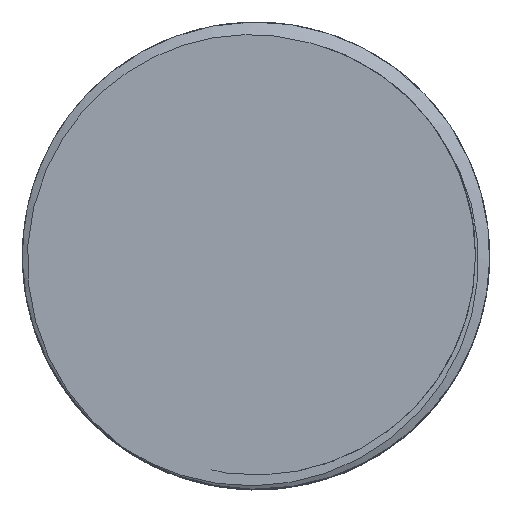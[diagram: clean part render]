
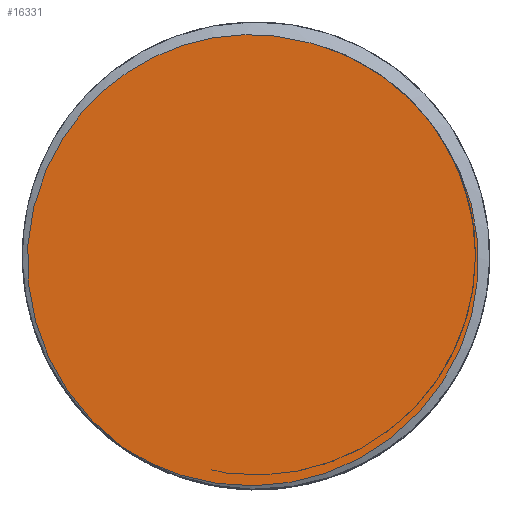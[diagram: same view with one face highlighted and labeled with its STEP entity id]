
A CAD part, top view. The second image highlights one B-rep face of the part: STEP entity #16331.
In plain terms, the highlighted free-form (B-spline) face has degree [1, 1] with [2, 2] control points.
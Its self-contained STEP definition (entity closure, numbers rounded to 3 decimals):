
#46=CARTESIAN_POINT('',(3.444,13.57,43.));
#47=VERTEX_POINT('',#46);
#55=CARTESIAN_POINT('',(11.743,7.622,43.));
#56=VERTEX_POINT('',#55);
#57=CARTESIAN_POINT('',(3.444,13.57,43.));
#58=CARTESIAN_POINT('',(8.758,12.221,43.));
#59=CARTESIAN_POINT('',(11.743,7.622,43.));
#60=(BOUNDED_CURVE()B_SPLINE_CURVE(2,(#57,#58,#59),.CIRCULAR_ARC.,.F.,.U.)B_SPLINE_CURVE_WITH_KNOTS((3,3),(0.793,0.903),.UNSPECIFIED.)CURVE()GEOMETRIC_REPRESENTATION_ITEM()RATIONAL_B_SPLINE_CURVE((0.764,0.725,0.793))REPRESENTATION_ITEM(''));
#61=EDGE_CURVE('',#47,#56,#60,.T.);
#2999=CARTESIAN_POINT('',(-8.57,-12.189,43.));
#3000=VERTEX_POINT('',#2999);
#3001=CARTESIAN_POINT('',(11.743,7.622,43.));
#3002=CARTESIAN_POINT('',(15.516,2.101,43.));
#3003=CARTESIAN_POINT('',(14.842,-5.28,43.));
#3004=CARTESIAN_POINT('',(5.631,-15.039,43.));
#3005=CARTESIAN_POINT('',(-1.768,-16.084,43.));
#3006=CARTESIAN_POINT('',(-7.878,-12.626,43.));
#3007=CARTESIAN_POINT('',(-8.343,-12.34,43.));
#3008=CARTESIAN_POINT('',(-8.57,-12.189,43.));
#3009=B_SPLINE_CURVE_WITH_KNOTS('',3,(#3001,#3002,#3003,#3004,#3005,#3006,#3007,#3008),.UNSPECIFIED.,.F.,.U.,(4,2,2,4),(0.,1.,2.018,2.059),.UNSPECIFIED.);
#3010=EDGE_CURVE('',#56,#3000,#3009,.T.);
#10333=CARTESIAN_POINT('',(-8.57,-12.189,43.));
#10334=CARTESIAN_POINT('',(-13.996,-8.172,43.));
#10335=CARTESIAN_POINT('',(-16.068,-0.981,43.));
#10336=CARTESIAN_POINT('',(-10.843,11.572,43.));
#10337=CARTESIAN_POINT('',(-4.119,15.224,43.));
#10338=CARTESIAN_POINT('',(2.82,13.731,43.));
#10339=CARTESIAN_POINT('',(3.237,13.628,43.));
#10340=CARTESIAN_POINT('',(3.444,13.57,43.));
#10341=B_SPLINE_CURVE_WITH_KNOTS('',3,(#10333,#10334,#10335,#10336,#10337,#10338,#10339,#10340),.UNSPECIFIED.,.F.,.U.,(4,2,2,4),(0.,1.,2.007,2.038),.UNSPECIFIED.);
#10342=EDGE_CURVE('',#3000,#47,#10341,.T.);
#16321=CARTESIAN_POINT('',(48.775,42.761,43.));
#16322=CARTESIAN_POINT('',(48.775,-42.761,43.));
#16323=CARTESIAN_POINT('',(-36.747,42.761,43.));
#16324=CARTESIAN_POINT('',(-36.747,-42.761,43.));
#16325=B_SPLINE_SURFACE_WITH_KNOTS('',1,1,((#16321,#16322),(#16323,#16324)),.PLANE_SURF.,.F.,.F.,.U.,(2,2),(2,2),(0.,1.),(0.,1.),.UNSPECIFIED.);
#16326=ORIENTED_EDGE('',*,*,#10342,.F.);
#16327=ORIENTED_EDGE('',*,*,#3010,.F.);
#16328=ORIENTED_EDGE('',*,*,#61,.F.);
#16329=EDGE_LOOP('',(#16326,#16327,#16328));
#16330=FACE_OUTER_BOUND('',#16329,.T.);
#16331=ADVANCED_FACE('',(#16330),#16325,.T.);
